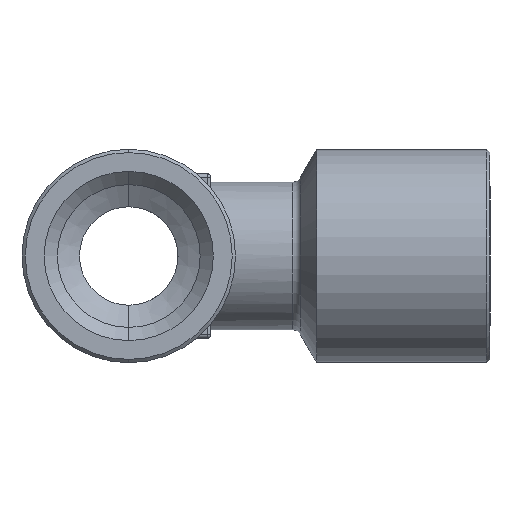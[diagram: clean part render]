
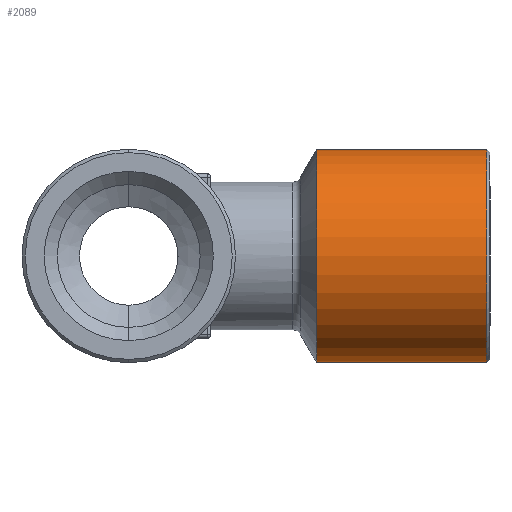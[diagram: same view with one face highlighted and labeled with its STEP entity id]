
A CAD part, left-side view. The second image highlights one B-rep face of the part: STEP entity #2089.
In plain terms, the highlighted cylindrical face has radius 6.5 mm (diameter 13 mm), a partial arc.
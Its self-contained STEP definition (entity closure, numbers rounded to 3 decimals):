
#258 = ORIENTED_EDGE ( 'NONE', *, *, #3149, .T. ) ;
#259 = ORIENTED_EDGE ( 'NONE', *, *, #3028, .T. ) ;
#260 = ORIENTED_EDGE ( 'NONE', *, *, #2478, .T. ) ;
#261 = ORIENTED_EDGE ( 'NONE', *, *, #3026, .F. ) ;
#399 = EDGE_LOOP ( 'NONE', ( #261, #260, #259, #258 ) ) ;
#651 = DIRECTION ( 'NONE',  ( 0., 1., 0. ) ) ;
#658 = DIRECTION ( 'NONE',  ( 0., 1., 0. ) ) ;
#663 = LINE ( 'NONE', #665, #1009 ) ;
#665 = CARTESIAN_POINT ( 'NONE',  ( 0., 4.334, 6.5 ) ) ;
#666 = LINE ( 'NONE', #672, #1006 ) ;
#672 = CARTESIAN_POINT ( 'NONE',  ( 0., 4.334, -6.5 ) ) ;
#712 = CARTESIAN_POINT ( 'NONE',  ( 0., -11.443, -6.5 ) ) ;
#719 = CARTESIAN_POINT ( 'NONE',  ( 0., -21.8, 6.5 ) ) ;
#727 = DIRECTION ( 'NONE',  ( 0., 0., 1. ) ) ;
#728 = DIRECTION ( 'NONE',  ( 0., 1., 0. ) ) ;
#729 = CARTESIAN_POINT ( 'NONE',  ( 0., -21.8, 0. ) ) ;
#911 = CARTESIAN_POINT ( 'NONE',  ( 0., -11.443, 6.5 ) ) ;
#1006 = VECTOR ( 'NONE', #658, 1000. ) ;
#1009 = VECTOR ( 'NONE', #651, 1000. ) ;
#1011 = AXIS2_PLACEMENT_3D ( 'NONE', #729, #728, #727 ) ;
#1083 = VERTEX_POINT ( 'NONE', #2563 ) ;
#1405 = CARTESIAN_POINT ( 'NONE',  ( 0., -11.443, 0. ) ) ;
#1406 = DIRECTION ( 'NONE',  ( 0., -1., 0. ) ) ;
#1407 = DIRECTION ( 'NONE',  ( 1., 0., 0. ) ) ;
#1646 = AXIS2_PLACEMENT_3D ( 'NONE', #2491, #2495, #2487 ) ;
#2089 = ADVANCED_FACE ( 'NONE', ( #2494 ), #2488, .T. ) ;
#2478 = EDGE_CURVE ( 'NONE', #1083, #2995, #3573, .T. ) ;
#2487 = DIRECTION ( 'NONE',  ( 0., 0., 1. ) ) ;
#2488 = CYLINDRICAL_SURFACE ( 'NONE', #1646, 6.5 ) ;
#2491 = CARTESIAN_POINT ( 'NONE',  ( 0., 4.334, 0. ) ) ;
#2494 = FACE_OUTER_BOUND ( 'NONE', #399, .T. ) ;
#2495 = DIRECTION ( 'NONE',  ( 0., 1., 0. ) ) ;
#2563 = CARTESIAN_POINT ( 'NONE',  ( 0., -21.8, -6.5 ) ) ;
#2900 = AXIS2_PLACEMENT_3D ( 'NONE', #1405, #1406, #1407 ) ;
#2941 = CIRCLE ( 'NONE', #2900, 6.5 ) ;
#2995 = VERTEX_POINT ( 'NONE', #719 ) ;
#3002 = VERTEX_POINT ( 'NONE', #712 ) ;
#3026 = EDGE_CURVE ( 'NONE', #1083, #3002, #666, .T. ) ;
#3028 = EDGE_CURVE ( 'NONE', #2995, #3423, #663, .T. ) ;
#3149 = EDGE_CURVE ( 'NONE', #3423, #3002, #2941, .T. ) ;
#3423 = VERTEX_POINT ( 'NONE', #911 ) ;
#3573 = CIRCLE ( 'NONE', #1011, 6.5 ) ;
